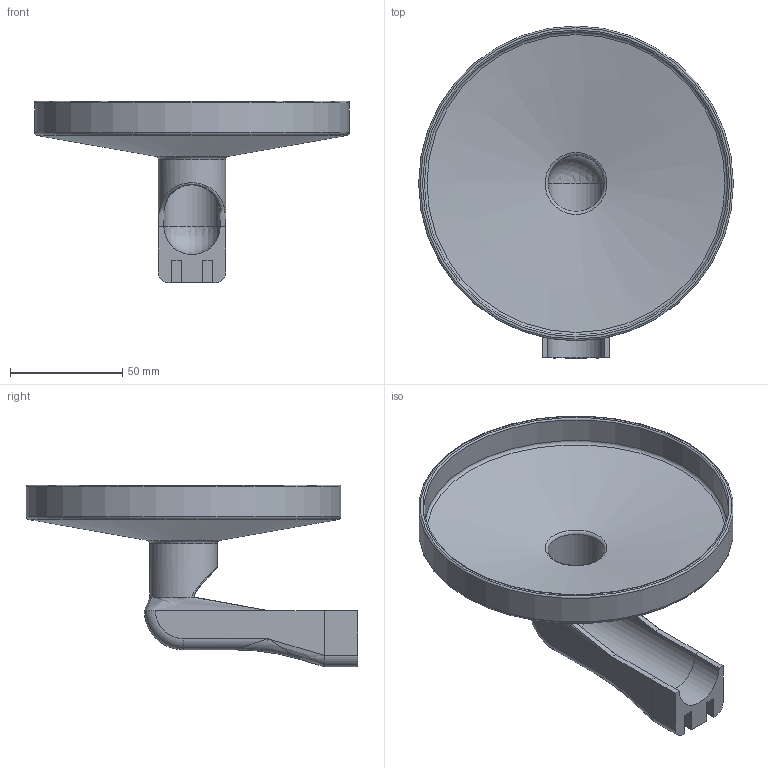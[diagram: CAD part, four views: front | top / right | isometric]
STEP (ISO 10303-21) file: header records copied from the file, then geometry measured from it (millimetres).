
FILE_DESCRIPTION(/* description */ ('STEP AP242','CAx-IF Rec.Pracs.---Representation and Presentation of Product Manufacturing Information (PMI)---4.0---2014-10-13','CAx-IF Rec.Pracs.---3D Tessellated Geometry---0.4---2014-09-14','2;1'),/* implementation_level */ '2;1');
FILE_NAME(/* name */ '669a0213da00496e5e8ec47a',/* time_stamp */ '2024-07-19T06:05:07Z',/* author */ (''),/* organization */ (''),/* preprocessor_version */ 'ST-DEVELOPER v20',/* originating_system */ ' ',/* authorisation */ ' ');
FILE_SCHEMA (('AP242_MANAGED_MODEL_BASED_3D_ENGINEERING_MIM_LF { 1 0 10303 442 1 1 4 }'));
Length unit declared in the file: metre
Products named in the file (3): Assembly 1; Part 11; not sure what to call this
Assembly tree (2 placements, depth 2):
  Assembly 1
    Part 11
    not sure what to call this
Bounding box: 140 x 147.5 x 80.7 mm (x, y, z)
Volume: 83734.9 mm3; surface area: 58717 mm2
Topology: 2 solids, 2 shells, 57 faces, 141 edges, 83 vertices
Faces by surface type: plane 25, cylinder 13, torus 8, bspline 8, cone 2, sphere 1
Full cylindrical faces by diameter (mm): 25 x1, 30 x1, 135 x1, 140 x1
Entity records: 2248 total; most frequent: CARTESIAN_POINT 930, DIRECTION 255, ORIENTED_EDGE 248, EDGE_CURVE 124, AXIS2_PLACEMENT_3D 89, VERTEX_POINT 82, LINE 77, VECTOR 77
